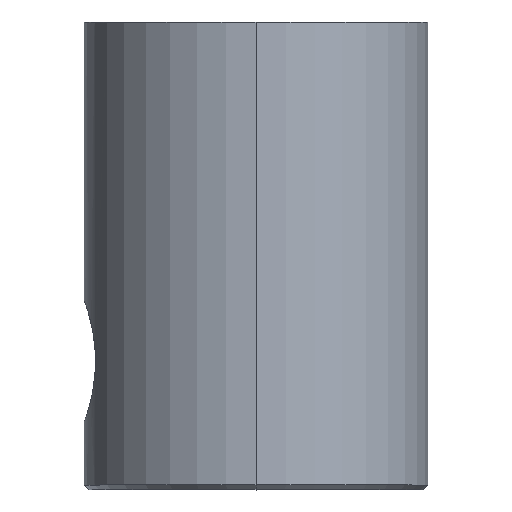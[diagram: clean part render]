
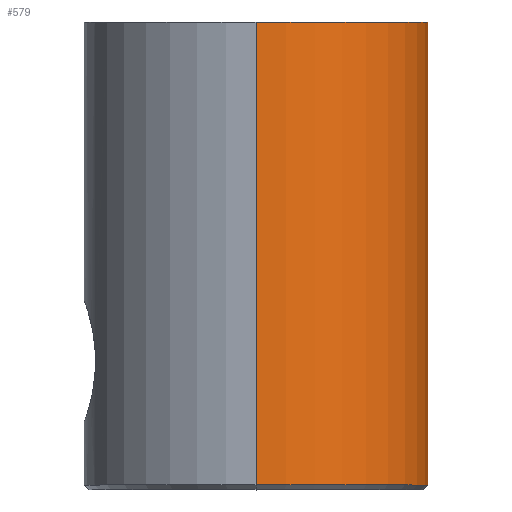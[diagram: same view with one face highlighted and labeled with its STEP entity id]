
A CAD part, top view. The second image highlights one B-rep face of the part: STEP entity #579.
In plain terms, the highlighted cylindrical face has radius 57.15 mm (diameter 114.3 mm), a partial arc.
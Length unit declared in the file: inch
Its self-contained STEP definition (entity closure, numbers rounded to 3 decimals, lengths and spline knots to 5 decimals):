
#2 = DIRECTION ( 'NONE',  ( 0., 1., 0. ) ) ;
#20 = CARTESIAN_POINT ( 'NONE',  ( 0., 6.12, 0. ) ) ;
#31 = FACE_OUTER_BOUND ( 'NONE', #549, .T. ) ;
#54 = CARTESIAN_POINT ( 'NONE',  ( 0., 0.06, -2.25 ) ) ;
#92 = CARTESIAN_POINT ( 'NONE',  ( 0., 0.06, 2.25 ) ) ;
#110 = AXIS2_PLACEMENT_3D ( 'NONE', #447, #2, #351 ) ;
#112 = VERTEX_POINT ( 'NONE', #92 ) ;
#165 = DIRECTION ( 'NONE',  ( 0., 1., 0. ) ) ;
#175 = VERTEX_POINT ( 'NONE', #501 ) ;
#176 = VERTEX_POINT ( 'NONE', #54 ) ;
#200 = DIRECTION ( 'NONE',  ( 0., -1., 0. ) ) ;
#211 = DIRECTION ( 'NONE',  ( 0., -1., 0. ) ) ;
#220 = AXIS2_PLACEMENT_3D ( 'NONE', #357, #165, #455 ) ;
#222 = CYLINDRICAL_SURFACE ( 'NONE', #399, 2.25 ) ;
#224 = CARTESIAN_POINT ( 'NONE',  ( 0., 6.12, -2.25 ) ) ;
#250 = ORIENTED_EDGE ( 'NONE', *, *, #440, .T. ) ;
#256 = ORIENTED_EDGE ( 'NONE', *, *, #459, .T. ) ;
#321 = VERTEX_POINT ( 'NONE', #337 ) ;
#337 = CARTESIAN_POINT ( 'NONE',  ( 0., 6.12, -2.25 ) ) ;
#351 = DIRECTION ( 'NONE',  ( 0., 0., 1. ) ) ;
#357 = CARTESIAN_POINT ( 'NONE',  ( 0., 6.12, 0. ) ) ;
#399 = AXIS2_PLACEMENT_3D ( 'NONE', #20, #211, #422 ) ;
#407 = ORIENTED_EDGE ( 'NONE', *, *, #479, .F. ) ;
#422 = DIRECTION ( 'NONE',  ( 0., 0., -1. ) ) ;
#440 = EDGE_CURVE ( 'NONE', #112, #176, #535, .T. ) ;
#447 = CARTESIAN_POINT ( 'NONE',  ( 0., 0.06, 0. ) ) ;
#455 = DIRECTION ( 'NONE',  ( 0., 0., 1. ) ) ;
#459 = EDGE_CURVE ( 'NONE', #175, #112, #514, .T. ) ;
#477 = ORIENTED_EDGE ( 'NONE', *, *, #606, .F. ) ;
#478 = LINE ( 'NONE', #224, #594 ) ;
#479 = EDGE_CURVE ( 'NONE', #175, #321, #575, .T. ) ;
#501 = CARTESIAN_POINT ( 'NONE',  ( 0., 6.12, 2.25 ) ) ;
#514 = LINE ( 'NONE', #556, #612 ) ;
#535 = CIRCLE ( 'NONE', #110, 2.25 ) ;
#549 = EDGE_LOOP ( 'NONE', ( #407, #256, #250, #477 ) ) ;
#556 = CARTESIAN_POINT ( 'NONE',  ( 0., 6.12, 2.25 ) ) ;
#575 = CIRCLE ( 'NONE', #220, 2.25 ) ;
#579 = ADVANCED_FACE ( 'NONE', ( #31 ), #222, .T. ) ;
#594 = VECTOR ( 'NONE', #611, 39.37008 ) ;
#606 = EDGE_CURVE ( 'NONE', #321, #176, #478, .T. ) ;
#611 = DIRECTION ( 'NONE',  ( 0., -1., 0. ) ) ;
#612 = VECTOR ( 'NONE', #200, 39.37008 ) ;
